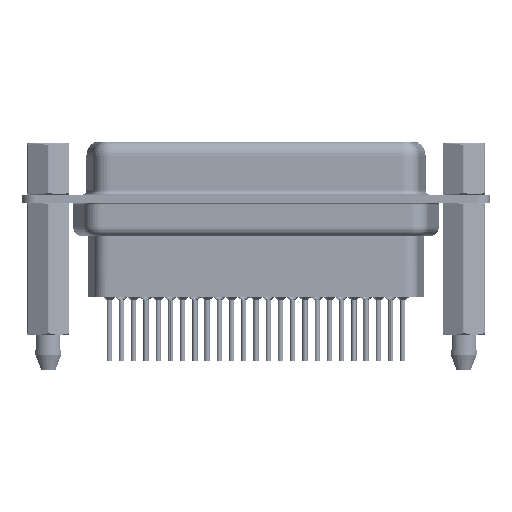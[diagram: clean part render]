
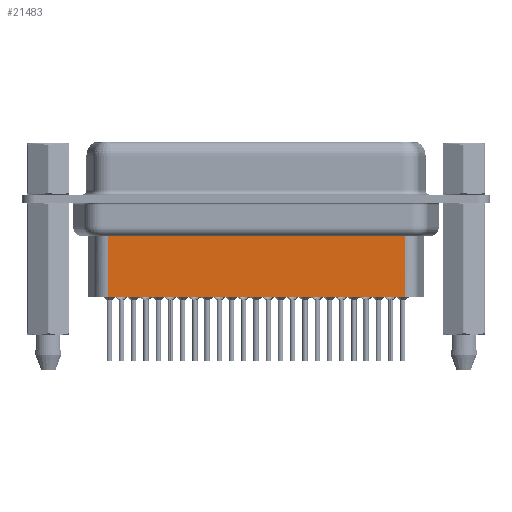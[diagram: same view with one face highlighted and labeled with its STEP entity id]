
A CAD part, front view. The second image highlights one B-rep face of the part: STEP entity #21483.
In plain terms, the highlighted planar face has unit normal (0, -1, 0).
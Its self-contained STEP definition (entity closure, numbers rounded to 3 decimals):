
#38 = DIRECTION ( 'NONE',  ( 0., -1., 0. ) ) ;
#402 = LINE ( 'NONE', #3311, #14898 ) ;
#922 = DIRECTION ( 'NONE',  ( 0., 0., -1. ) ) ;
#1446 = DIRECTION ( 'NONE',  ( -1., 0., 0. ) ) ;
#1606 = CARTESIAN_POINT ( 'NONE',  ( 6.706, -3.5, -11.15 ) ) ;
#2977 = DIRECTION ( 'NONE',  ( 1., 0., 0. ) ) ;
#3311 = CARTESIAN_POINT ( 'NONE',  ( 6.706, -3.5, -3.1 ) ) ;
#4075 = CARTESIAN_POINT ( 'NONE',  ( 6.706, -3.5, -4.097 ) ) ;
#7895 = LINE ( 'NONE', #21073, #33548 ) ;
#8598 = DIRECTION ( 'NONE',  ( -1., 0., 0. ) ) ;
#8887 = AXIS2_PLACEMENT_3D ( 'NONE', #10700, #38, #2977 ) ;
#9109 = VERTEX_POINT ( 'NONE', #4075 ) ;
#9205 = VECTOR ( 'NONE', #1446, 1000. ) ;
#10622 = EDGE_CURVE ( 'NONE', #25885, #16326, #7895, .T. ) ;
#10700 = CARTESIAN_POINT ( 'NONE',  ( 6.706, -3.5, -3.1 ) ) ;
#11495 = ORIENTED_EDGE ( 'NONE', *, *, #10622, .F. ) ;
#13036 = DIRECTION ( 'NONE',  ( 0., 0., -1. ) ) ;
#14158 = ORIENTED_EDGE ( 'NONE', *, *, #22808, .T. ) ;
#14898 = VECTOR ( 'NONE', #922, 1000. ) ;
#15933 = VERTEX_POINT ( 'NONE', #27888 ) ;
#16005 = PLANE ( 'NONE',  #8887 ) ;
#16176 = FACE_OUTER_BOUND ( 'NONE', #18696, .T. ) ;
#16305 = CARTESIAN_POINT ( 'NONE',  ( 6.459, -3.5, -4.097 ) ) ;
#16326 = VERTEX_POINT ( 'NONE', #17723 ) ;
#17350 = EDGE_CURVE ( 'NONE', #16326, #15933, #32963, .T. ) ;
#17723 = CARTESIAN_POINT ( 'NONE',  ( 40.344, -3.5, -11.15 ) ) ;
#18696 = EDGE_LOOP ( 'NONE', ( #11495, #20832, #14158, #30122 ) ) ;
#20448 = VECTOR ( 'NONE', #8598, 1000. ) ;
#20832 = ORIENTED_EDGE ( 'NONE', *, *, #25106, .T. ) ;
#21073 = CARTESIAN_POINT ( 'NONE',  ( 40.344, -3.5, -3.1 ) ) ;
#21483 = ADVANCED_FACE ( 'NONE', ( #16176 ), #16005, .T. ) ;
#22808 = EDGE_CURVE ( 'NONE', #9109, #15933, #402, .T. ) ;
#23535 = CARTESIAN_POINT ( 'NONE',  ( 40.344, -3.5, -4.097 ) ) ;
#25106 = EDGE_CURVE ( 'NONE', #25885, #9109, #31886, .T. ) ;
#25885 = VERTEX_POINT ( 'NONE', #23535 ) ;
#27888 = CARTESIAN_POINT ( 'NONE',  ( 6.706, -3.5, -11.15 ) ) ;
#30122 = ORIENTED_EDGE ( 'NONE', *, *, #17350, .F. ) ;
#31886 = LINE ( 'NONE', #16305, #20448 ) ;
#32963 = LINE ( 'NONE', #1606, #9205 ) ;
#33548 = VECTOR ( 'NONE', #13036, 1000. ) ;
